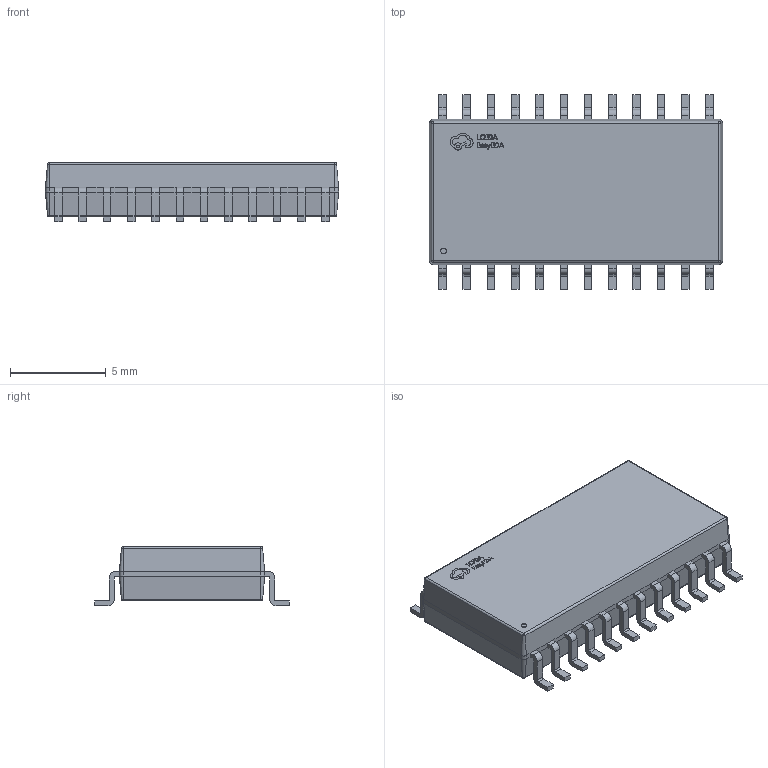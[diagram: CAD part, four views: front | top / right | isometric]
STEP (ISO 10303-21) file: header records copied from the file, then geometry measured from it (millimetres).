
FILE_DESCRIPTION (( 'STEP AP214' ), '1' );
FILE_NAME ('SOP-24_L15.3-W7.6-LS10.3-P1.27-BL.step', '2022-07-26T10:06:05', ( '' ), ( '' ), 'SwSTEP 2.0', 'SolidWorks 2020', '' );
FILE_SCHEMA (( 'AUTOMOTIVE_DESIGN' ));
Length unit declared in the file: millimetre
Products named in the file (1): SOP-24_L15.3-W7.6-LS10.3-P1.27-BL
Bounding box: 15.34 x 10.2 x 3.1 mm (x, y, z)
Volume: 331.8 mm3; surface area: 434.3 mm2
Topology: 14 solids, 14 shells, 671 faces, 1777 edges, 1134 vertices
Faces by surface type: plane 433, bspline 120, cylinder 110, cone 8
Entity records: 29364 total; most frequent: CARTESIAN_POINT 6575, ORIENTED_EDGE 3538, DIRECTION 2825, EDGE_CURVE 1769, LINE 1313, VECTOR 1313, VERTEX_POINT 1134, AXIS2_PLACEMENT_3D 756
